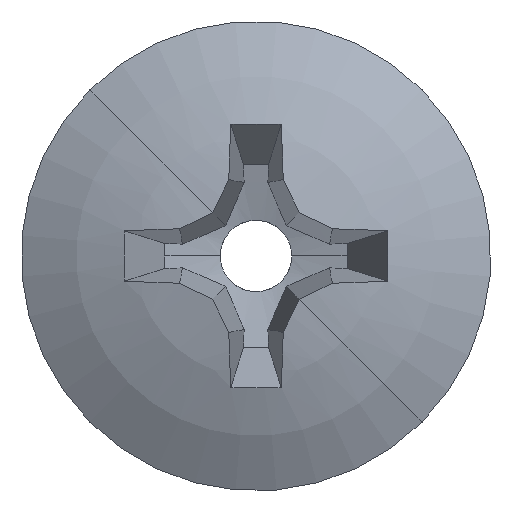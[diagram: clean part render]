
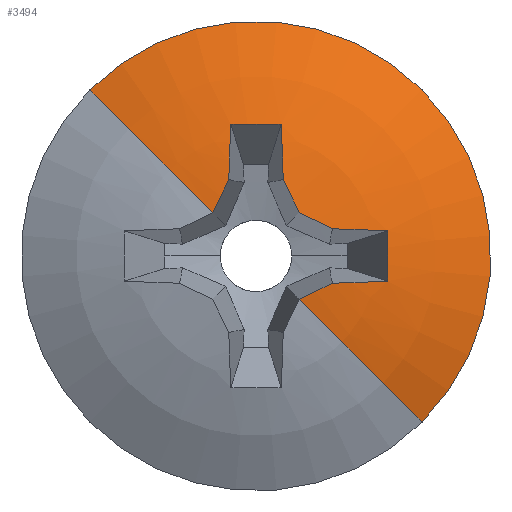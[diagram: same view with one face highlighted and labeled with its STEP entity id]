
A CAD part, left-side view. The second image highlights one B-rep face of the part: STEP entity #3494.
In plain terms, the highlighted spherical face has radius 6.558 mm.
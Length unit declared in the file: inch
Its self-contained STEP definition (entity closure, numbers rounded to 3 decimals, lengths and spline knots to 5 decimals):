
#1271=CARTESIAN_POINT('',(0.16817,0.,0.));
#1272=DIRECTION('',(0.,0.,-1.));
#1273=DIRECTION('',(-0.861,-0.509,0.));
#1274=AXIS2_PLACEMENT_3D('',#1271,#1272,#1273);
#1281=CARTESIAN_POINT('',(0.16817,0.,0.));
#1282=DIRECTION('',(0.,0.,1.));
#1283=DIRECTION('',(-0.861,0.509,0.));
#1284=AXIS2_PLACEMENT_3D('',#1281,#1282,#1283);
#1414=CARTESIAN_POINT('',(-0.08598,-0.04101,
0.01946));
#1415=CARTESIAN_POINT('',(-0.08609,-0.04073,
0.01863));
#1416=CARTESIAN_POINT('',(-0.0863,-0.04016,
0.01697));
#1417=CARTESIAN_POINT('',(-0.08658,-0.03931,
0.0145));
#1418=CARTESIAN_POINT('',(-0.08684,-0.03846,
0.01205));
#1419=CARTESIAN_POINT('',(-0.08707,-0.03762,
0.00962));
#1420=CARTESIAN_POINT('',(-0.08727,-0.03678,
0.00721));
#1421=CARTESIAN_POINT('',(-0.08745,-0.03593,
0.00481));
#1422=CARTESIAN_POINT('',(-0.0876,-0.03508,
0.00241));
#1423=CARTESIAN_POINT('',(-0.08768,-0.03451,
0.00081));
#1424=CARTESIAN_POINT('',(-0.08772,-0.03423,0.));
#1426=CARTESIAN_POINT('',(0.16393,0.01826,
0.01826));
#1427=DIRECTION('',(-0.162,0.698,0.698));
#1428=DIRECTION('',(-0.973,-0.231,0.005));
#1429=AXIS2_PLACEMENT_3D('',#1426,#1427,#1428);
#1431=CARTESIAN_POINT('',(0.14445,0.03165,
-0.03165));
#1432=DIRECTION('',(-0.468,0.625,-0.625));
#1433=DIRECTION('',(-0.882,-0.37,0.291));
#1434=AXIS2_PLACEMENT_3D('',#1431,#1432,#1433);
#1436=CARTESIAN_POINT('',(0.16393,-0.01826,
-0.01826));
#1437=DIRECTION('',(0.162,0.698,0.698));
#1438=DIRECTION('',(-0.973,-0.005,0.231));
#1439=AXIS2_PLACEMENT_3D('',#1436,#1437,#1438);
#1441=CARTESIAN_POINT('',(-0.08772,0.,0.03423));
#1442=CARTESIAN_POINT('',(-0.08762,-0.00211,
0.03498));
#1443=CARTESIAN_POINT('',(-0.08736,-0.00631,
0.03646));
#1444=CARTESIAN_POINT('',(-0.08682,-0.01246,
0.03861));
#1445=CARTESIAN_POINT('',(-0.08629,-0.01706,
0.04019));
#1446=CARTESIAN_POINT('',(-0.08598,-0.01946,
0.04101));
#1448=CARTESIAN_POINT('',(-0.08598,0.01946,
0.04101));
#1449=CARTESIAN_POINT('',(-0.0863,0.01704,
0.04019));
#1450=CARTESIAN_POINT('',(-0.08683,0.01242,
0.03859));
#1451=CARTESIAN_POINT('',(-0.08737,0.00626,
0.03644));
#1452=CARTESIAN_POINT('',(-0.08762,0.00209,
0.03497));
#1453=CARTESIAN_POINT('',(-0.08772,0.,0.03423));
#1455=CARTESIAN_POINT('',(0.16393,0.01826,
-0.01826));
#1456=DIRECTION('',(0.162,-0.698,0.698));
#1457=DIRECTION('',(-0.945,0.093,0.312));
#1458=AXIS2_PLACEMENT_3D('',#1455,#1456,#1457);
#1460=CARTESIAN_POINT('',(0.14445,-0.03165,
-0.03165));
#1461=DIRECTION('',(0.468,0.625,0.625));
#1462=DIRECTION('',(-0.882,0.37,0.291));
#1463=AXIS2_PLACEMENT_3D('',#1460,#1461,#1462);
#1465=CARTESIAN_POINT('',(0.16393,-0.01826,
0.01826));
#1466=DIRECTION('',(0.162,0.698,-0.698));
#1467=DIRECTION('',(-0.973,0.231,0.005));
#1468=AXIS2_PLACEMENT_3D('',#1465,#1466,#1467);
#1470=CARTESIAN_POINT('',(-0.08772,0.03423,0.));
#1471=CARTESIAN_POINT('',(-0.08768,0.03451,
0.0008));
#1472=CARTESIAN_POINT('',(-0.0876,0.03508,
0.00241));
#1473=CARTESIAN_POINT('',(-0.08745,0.03594,
0.00483));
#1474=CARTESIAN_POINT('',(-0.08727,0.03679,
0.00724));
#1475=CARTESIAN_POINT('',(-0.08706,0.03763,
0.00965));
#1476=CARTESIAN_POINT('',(-0.08684,0.03847,
0.01206));
#1477=CARTESIAN_POINT('',(-0.08658,0.0393,
0.01448));
#1478=CARTESIAN_POINT('',(-0.0863,0.04015,0.01694));
#1479=CARTESIAN_POINT('',(-0.08609,0.04072,
0.01861));
#1480=CARTESIAN_POINT('',(-0.08598,0.04101,
0.01946));
#1482=CARTESIAN_POINT('',(-0.054,0.,0.));
#1483=DIRECTION('',(1.,0.,0.));
#1484=DIRECTION('',(0.,1.,0.));
#1485=AXIS2_PLACEMENT_3D('',#1482,#1483,#1484);
#1708=CARTESIAN_POINT('',(-0.054,0.1315,0.));
#1710=VERTEX_POINT('',#1708);
#1712=CARTESIAN_POINT('',(-0.054,-0.1315,0.));
#1714=VERTEX_POINT('',#1712);
#1741=VERTEX_POINT('',#1414);
#1742=VERTEX_POINT('',#1424);
#1743=CARTESIAN_POINT('',(-0.07888,-0.062,
0.0421));
#1744=VERTEX_POINT('',#1743);
#1745=CARTESIAN_POINT('',(-0.07888,-0.0421,
0.062));
#1746=VERTEX_POINT('',#1745);
#1747=CARTESIAN_POINT('',(-0.08598,-0.01946,
0.04101));
#1748=VERTEX_POINT('',#1747);
#1749=VERTEX_POINT('',#1441);
#1750=VERTEX_POINT('',#1448);
#1751=CARTESIAN_POINT('',(-0.07888,0.0421,
0.062));
#1752=VERTEX_POINT('',#1751);
#1753=CARTESIAN_POINT('',(-0.07888,0.062,
0.0421));
#1754=VERTEX_POINT('',#1753);
#1755=CARTESIAN_POINT('',(-0.08598,0.04101,
0.01946));
#1756=VERTEX_POINT('',#1755);
#1757=VERTEX_POINT('',#1470);
#3465=CARTESIAN_POINT('',(0.16817,0.,0.));
#3466=DIRECTION('',(1.,0.,0.));
#3467=DIRECTION('',(0.,-1.,0.));
#3468=AXIS2_PLACEMENT_3D('',#3465,#3466,#3467);
#3469=SPHERICAL_SURFACE('',#3468,0.25817);
#3471=ORIENTED_EDGE('',*,*,#3470,.F.);
#3473=ORIENTED_EDGE('',*,*,#3472,.T.);
#3475=ORIENTED_EDGE('',*,*,#3474,.T.);
#3477=ORIENTED_EDGE('',*,*,#3476,.F.);
#3479=ORIENTED_EDGE('',*,*,#3478,.F.);
#3481=ORIENTED_EDGE('',*,*,#3480,.F.);
#3483=ORIENTED_EDGE('',*,*,#3482,.F.);
#3485=ORIENTED_EDGE('',*,*,#3484,.F.);
#3487=ORIENTED_EDGE('',*,*,#3486,.F.);
#3488=ORIENTED_EDGE('',*,*,#3458,.F.);
#3489=ORIENTED_EDGE('',*,*,#3260,.F.);
#3490=ORIENTED_EDGE('',*,*,#3220,.T.);
#3491=ORIENTED_EDGE('',*,*,#3257,.T.);
#3492=EDGE_LOOP('',(#3471,#3473,#3475,#3477,#3479,#3481,#3483,#3485,#3487,#3488,
#3489,#3490,#3491));
#3493=FACE_OUTER_BOUND('',#3492,.F.);
#1275=CIRCLE('',#1274,0.25817);
#1285=CIRCLE('',#1284,0.25817);
#1425=B_SPLINE_CURVE_WITH_KNOTS('',3,(#1414,#1415,#1416,#1417,#1418,#1419,#1420,
#1421,#1422,#1423,#1424),.UNSPECIFIED.,.F.,.F.,(4,1,1,1,1,1,1,1,4),(0.,
0.125,0.25,0.375,0.5,0.625,0.75,0.875,1.),.UNSPECIFIED.);
#1430=CIRCLE('',#1429,0.25684);
#1435=CIRCLE('',#1434,0.25315);
#1440=CIRCLE('',#1439,0.25684);
#1447=B_SPLINE_CURVE_WITH_KNOTS('',3,(#1441,#1442,#1443,#1444,#1445,#1446),
.UNSPECIFIED.,.F.,.F.,(4,1,1,4),(0.,0.33333,0.66667,1.),
.UNSPECIFIED.);
#1454=B_SPLINE_CURVE_WITH_KNOTS('',3,(#1448,#1449,#1450,#1451,#1452,#1453),
.UNSPECIFIED.,.F.,.F.,(4,1,1,4),(0.,0.33333,0.66667,1.),
.UNSPECIFIED.);
#1459=CIRCLE('',#1458,0.25684);
#1464=CIRCLE('',#1463,0.25315);
#1469=CIRCLE('',#1468,0.25684);
#1481=B_SPLINE_CURVE_WITH_KNOTS('',3,(#1470,#1471,#1472,#1473,#1474,#1475,#1476,
#1477,#1478,#1479,#1480),.UNSPECIFIED.,.F.,.F.,(4,1,1,1,1,1,1,1,4),(0.,
0.125,0.25,0.375,0.5,0.625,0.75,0.875,1.),.UNSPECIFIED.);
#1486=CIRCLE('',#1485,0.1315);
#3220=EDGE_CURVE('',#1710,#1714,#1486,.T.);
#3257=EDGE_CURVE('',#1714,#1742,#1275,.T.);
#3260=EDGE_CURVE('',#1710,#1757,#1285,.T.);
#3458=EDGE_CURVE('',#1757,#1756,#1481,.T.);
#3470=EDGE_CURVE('',#1741,#1742,#1425,.T.);
#3472=EDGE_CURVE('',#1741,#1744,#1430,.T.);
#3474=EDGE_CURVE('',#1744,#1746,#1435,.T.);
#3476=EDGE_CURVE('',#1748,#1746,#1440,.T.);
#3478=EDGE_CURVE('',#1749,#1748,#1447,.T.);
#3480=EDGE_CURVE('',#1750,#1749,#1454,.T.);
#3482=EDGE_CURVE('',#1752,#1750,#1459,.T.);
#3484=EDGE_CURVE('',#1754,#1752,#1464,.T.);
#3486=EDGE_CURVE('',#1756,#1754,#1469,.T.);
#3494=ADVANCED_FACE('',(#3493),#3469,.T.);
